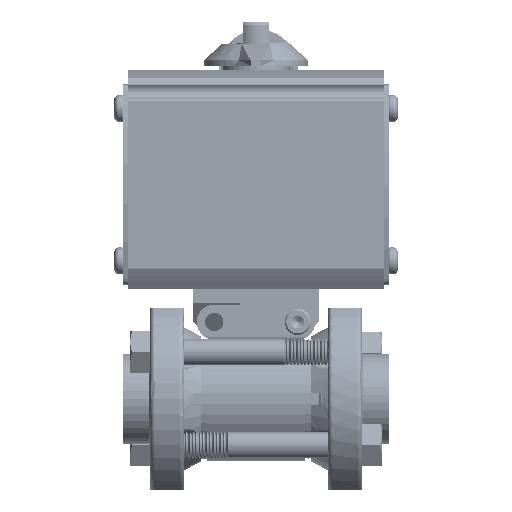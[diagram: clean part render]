
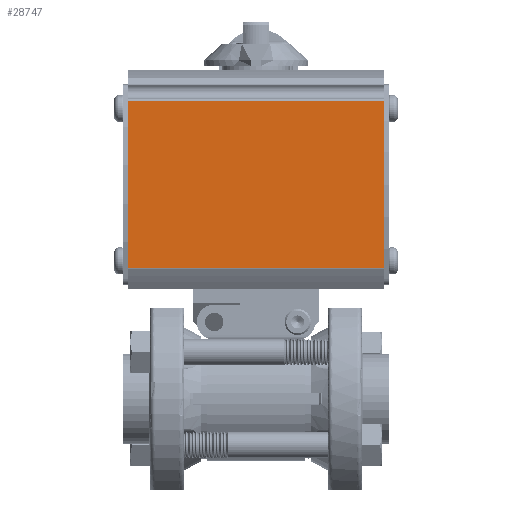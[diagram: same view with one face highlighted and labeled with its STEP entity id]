
A CAD part, top view. The second image highlights one B-rep face of the part: STEP entity #28747.
In plain terms, the highlighted planar face has unit normal (0, 0, 1).
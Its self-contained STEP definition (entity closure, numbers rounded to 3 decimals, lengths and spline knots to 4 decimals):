
#3028 = VECTOR ( 'NONE', #84832, 39.3701 ) ;
#3247 = ORIENTED_EDGE ( 'NONE', *, *, #39044, .F. ) ;
#7703 = LINE ( 'NONE', #98592, #3028 ) ;
#13350 = ORIENTED_EDGE ( 'NONE', *, *, #100101, .T. ) ;
#22967 = CARTESIAN_POINT ( 'NONE',  ( 1.5275, 1.5679, 1.17 ) ) ;
#25379 = PLANE ( 'NONE',  #53696 ) ;
#25645 = CARTESIAN_POINT ( 'NONE',  ( -5.0403, 3.5621, 1.17 ) ) ;
#28747 = ADVANCED_FACE ( 'NONE', ( #130681 ), #25379, .F. ) ;
#36145 = DIRECTION ( 'NONE',  ( 1., 0., 0. ) ) ;
#39044 = EDGE_CURVE ( 'NONE', #160708, #133414, #7703, .T. ) ;
#53696 = AXIS2_PLACEMENT_3D ( 'NONE', #145762, #175798, #86131 ) ;
#67557 = VECTOR ( 'NONE', #174774, 39.3701 ) ;
#72250 = LINE ( 'NONE', #25645, #67557 ) ;
#83042 = CARTESIAN_POINT ( 'NONE',  ( -1.5275, 3.5694, 1.17 ) ) ;
#84832 = DIRECTION ( 'NONE',  ( 0., -1., 0. ) ) ;
#86131 = DIRECTION ( 'NONE',  ( 0., -1., 0. ) ) ;
#98592 = CARTESIAN_POINT ( 'NONE',  ( 1.5275, 3.5694, 1.17 ) ) ;
#100101 = EDGE_CURVE ( 'NONE', #132441, #133414, #173217, .T. ) ;
#112957 = CARTESIAN_POINT ( 'NONE',  ( -1.5275, 1.5679, 1.17 ) ) ;
#118271 = EDGE_LOOP ( 'NONE', ( #3247, #134358, #179648, #13350 ) ) ;
#118403 = CARTESIAN_POINT ( 'NONE',  ( 1.5275, 3.5621, 1.17 ) ) ;
#130681 = FACE_OUTER_BOUND ( 'NONE', #118271, .T. ) ;
#132441 = VERTEX_POINT ( 'NONE', #112957 ) ;
#133414 = VERTEX_POINT ( 'NONE', #22967 ) ;
#133453 = VECTOR ( 'NONE', #36145, 39.3701 ) ;
#134358 = ORIENTED_EDGE ( 'NONE', *, *, #140332, .T. ) ;
#134962 = VERTEX_POINT ( 'NONE', #185173 ) ;
#139893 = VECTOR ( 'NONE', #187711, 39.3701 ) ;
#140332 = EDGE_CURVE ( 'NONE', #160708, #134962, #72250, .T. ) ;
#140881 = CARTESIAN_POINT ( 'NONE',  ( -5.0403, 1.5679, 1.17 ) ) ;
#145762 = CARTESIAN_POINT ( 'NONE',  ( -5.0403, 3.5694, 1.17 ) ) ;
#150882 = EDGE_CURVE ( 'NONE', #132441, #134962, #188920, .T. ) ;
#160708 = VERTEX_POINT ( 'NONE', #118403 ) ;
#173217 = LINE ( 'NONE', #140881, #133453 ) ;
#174774 = DIRECTION ( 'NONE',  ( -1., 0., 0. ) ) ;
#175798 = DIRECTION ( 'NONE',  ( 0., 0., -1. ) ) ;
#179648 = ORIENTED_EDGE ( 'NONE', *, *, #150882, .F. ) ;
#185173 = CARTESIAN_POINT ( 'NONE',  ( -1.5275, 3.5621, 1.17 ) ) ;
#187711 = DIRECTION ( 'NONE',  ( 0., 1., 0. ) ) ;
#188920 = LINE ( 'NONE', #83042, #139893 ) ;
